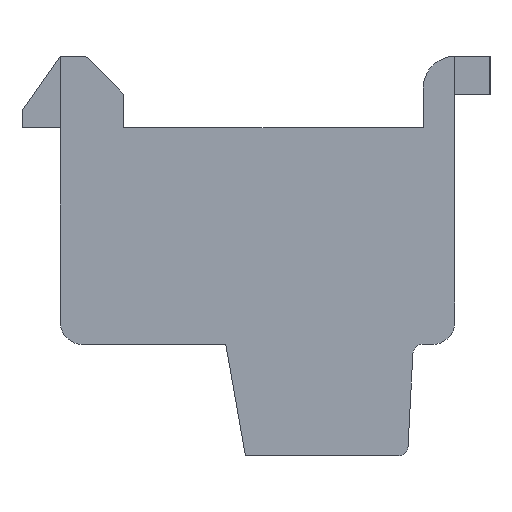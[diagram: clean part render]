
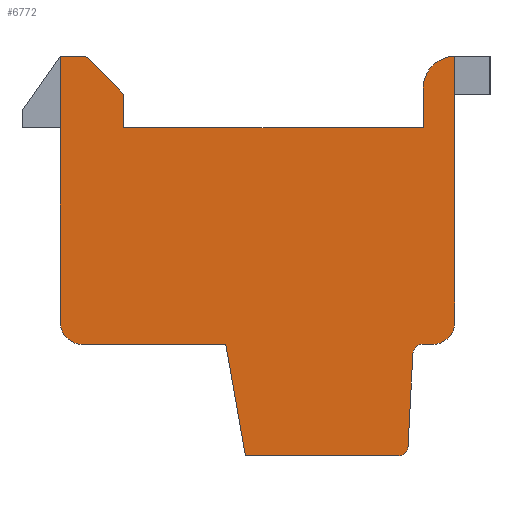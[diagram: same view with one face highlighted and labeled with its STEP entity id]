
A CAD part, left-side view. The second image highlights one B-rep face of the part: STEP entity #6772.
In plain terms, the highlighted planar face has unit normal (-1, 0, 0).
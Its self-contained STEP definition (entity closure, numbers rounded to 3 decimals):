
#1=CARTESIAN_POINT('',(0.,-5.55,-2.075));
#2=DIRECTION('',(1.,0.,0.));
#3=DIRECTION('',(0.,-1.,0.));
#4=AXIS2_PLACEMENT_3D('',#1,#2,#3);
#6=DIRECTION('',(0.,1.,0.));
#7=VECTOR('',#6,0.323);
#8=CARTESIAN_POINT('',(0.,-5.55,-2.775));
#9=LINE('',#8,#7);
#10=CARTESIAN_POINT('',(0.,-5.227,-3.075));
#11=DIRECTION('',(-1.,0.,0.));
#12=DIRECTION('',(0.,0.,1.));
#13=AXIS2_PLACEMENT_3D('',#10,#11,#12);
#15=DIRECTION('',(0.,0.052,-0.999));
#16=VECTOR('',#15,2.904);
#17=CARTESIAN_POINT('',(0.,-4.927,-3.075));
#18=LINE('',#17,#16);
#19=CARTESIAN_POINT('',(0.,-4.475,-5.975));
#20=DIRECTION('',(1.,0.,0.));
#21=DIRECTION('',(0.,-1.,0.));
#22=AXIS2_PLACEMENT_3D('',#19,#20,#21);
#24=DIRECTION('',(0.,1.,0.));
#25=VECTOR('',#24,4.808);
#26=CARTESIAN_POINT('',(0.,-4.475,-6.275));
#27=LINE('',#26,#25);
#28=DIRECTION('',(0.,0.174,0.985));
#29=VECTOR('',#28,3.554);
#30=CARTESIAN_POINT('',(0.,0.333,-6.275));
#31=LINE('',#30,#29);
#32=DIRECTION('',(0.,1.,0.));
#33=VECTOR('',#32,4.5);
#34=CARTESIAN_POINT('',(0.,0.95,-2.775));
#35=LINE('',#34,#33);
#36=CARTESIAN_POINT('',(0.,5.45,-2.075));
#37=DIRECTION('',(1.,0.,0.));
#38=DIRECTION('',(0.,0.,-1.));
#39=AXIS2_PLACEMENT_3D('',#36,#37,#38);
#41=CARTESIAN_POINT('',(0.,6.072,6.125));
#42=DIRECTION('',(1.,0.,0.));
#43=DIRECTION('',(0.,0.521,0.854));
#44=AXIS2_PLACEMENT_3D('',#41,#42,#43);
#46=DIRECTION('',(0.,-1.,0.));
#47=VECTOR('',#46,0.66);
#48=CARTESIAN_POINT('',(0.,6.072,6.275));
#49=LINE('',#48,#47);
#50=CARTESIAN_POINT('',(0.,5.412,6.125));
#51=DIRECTION('',(1.,0.,0.));
#52=DIRECTION('',(0.,0.,1.));
#53=AXIS2_PLACEMENT_3D('',#50,#51,#52);
#55=DIRECTION('',(0.,-0.707,-0.707));
#56=VECTOR('',#55,1.573);
#57=CARTESIAN_POINT('',(0.,5.306,6.231));
#58=LINE('',#57,#56);
#59=CARTESIAN_POINT('',(0.,4.3,5.013));
#60=DIRECTION('',(1.,0.,0.));
#61=DIRECTION('',(0.,-0.707,0.707));
#62=AXIS2_PLACEMENT_3D('',#59,#60,#61);
#64=DIRECTION('',(0.,0.,-1.));
#65=VECTOR('',#64,0.988);
#66=CARTESIAN_POINT('',(0.,4.15,5.013));
#67=LINE('',#66,#65);
#68=DIRECTION('',(0.,-1.,0.));
#69=VECTOR('',#68,9.4);
#70=CARTESIAN_POINT('',(0.,4.15,4.025));
#71=LINE('',#70,#69);
#72=DIRECTION('',(0.,0.,1.));
#73=VECTOR('',#72,1.25);
#74=CARTESIAN_POINT('',(0.,-5.25,4.025));
#75=LINE('',#74,#73);
#76=CARTESIAN_POINT('',(0.,-6.25,5.275));
#77=DIRECTION('',(1.,0.,0.));
#78=DIRECTION('',(0.,1.,0.));
#79=AXIS2_PLACEMENT_3D('',#76,#77,#78);
#209=DIRECTION('',(0.,0.,1.));
#210=VECTOR('',#209,8.35);
#211=CARTESIAN_POINT('',(0.,-6.25,-2.075));
#212=LINE('',#211,#210);
#3073=DIRECTION('',(0.,0.,-1.));
#3074=VECTOR('',#3073,8.328);
#3075=CARTESIAN_POINT('',(0.,6.15,6.253));
#3076=LINE('',#3075,#3074);
#5125=CARTESIAN_POINT('',(0.,6.072,6.275));
#5126=CARTESIAN_POINT('',(0.,5.412,6.275));
#5127=VERTEX_POINT('',#5125);
#5128=VERTEX_POINT('',#5126);
#5129=CARTESIAN_POINT('',(0.,5.306,6.231));
#5130=VERTEX_POINT('',#5129);
#5131=CARTESIAN_POINT('',(0.,4.194,5.119));
#5132=VERTEX_POINT('',#5131);
#5133=CARTESIAN_POINT('',(0.,4.15,5.013));
#5134=VERTEX_POINT('',#5133);
#5135=CARTESIAN_POINT('',(0.,4.15,4.025));
#5136=VERTEX_POINT('',#5135);
#5137=CARTESIAN_POINT('',(0.,-5.25,4.025));
#5138=VERTEX_POINT('',#5137);
#5139=CARTESIAN_POINT('',(0.,-5.25,5.275));
#5140=VERTEX_POINT('',#5139);
#5141=CARTESIAN_POINT('',(0.,-6.25,-2.075));
#5142=CARTESIAN_POINT('',(0.,-5.55,-2.775));
#5143=VERTEX_POINT('',#5141);
#5144=VERTEX_POINT('',#5142);
#5145=CARTESIAN_POINT('',(0.,-5.227,-2.775));
#5146=VERTEX_POINT('',#5145);
#5147=CARTESIAN_POINT('',(0.,-4.927,-3.075));
#5148=VERTEX_POINT('',#5147);
#5149=CARTESIAN_POINT('',(0.,-4.775,-5.975));
#5150=VERTEX_POINT('',#5149);
#5151=CARTESIAN_POINT('',(0.,-4.475,-6.275));
#5152=VERTEX_POINT('',#5151);
#5153=CARTESIAN_POINT('',(0.,0.333,-6.275));
#5154=VERTEX_POINT('',#5153);
#5155=CARTESIAN_POINT('',(0.,0.95,-2.775));
#5156=VERTEX_POINT('',#5155);
#5157=CARTESIAN_POINT('',(0.,5.45,-2.775));
#5158=VERTEX_POINT('',#5157);
#5159=CARTESIAN_POINT('',(0.,6.15,-2.075));
#5160=VERTEX_POINT('',#5159);
#6145=CARTESIAN_POINT('',(0.,6.15,6.253));
#6146=VERTEX_POINT('',#6145);
#6149=CARTESIAN_POINT('',(0.,-6.25,6.275));
#6150=VERTEX_POINT('',#6149);
#6725=CARTESIAN_POINT('',(0.,0.,0.));
#6726=DIRECTION('',(1.,0.,0.));
#6727=DIRECTION('',(0.,-1.,0.));
#6728=AXIS2_PLACEMENT_3D('',#6725,#6726,#6727);
#6729=PLANE('',#6728);
#6731=ORIENTED_EDGE('',*,*,#6730,.F.);
#6733=ORIENTED_EDGE('',*,*,#6732,.T.);
#6735=ORIENTED_EDGE('',*,*,#6734,.T.);
#6737=ORIENTED_EDGE('',*,*,#6736,.T.);
#6739=ORIENTED_EDGE('',*,*,#6738,.T.);
#6741=ORIENTED_EDGE('',*,*,#6740,.T.);
#6743=ORIENTED_EDGE('',*,*,#6742,.T.);
#6745=ORIENTED_EDGE('',*,*,#6744,.T.);
#6747=ORIENTED_EDGE('',*,*,#6746,.T.);
#6749=ORIENTED_EDGE('',*,*,#6748,.T.);
#6751=ORIENTED_EDGE('',*,*,#6750,.F.);
#6753=ORIENTED_EDGE('',*,*,#6752,.T.);
#6755=ORIENTED_EDGE('',*,*,#6754,.T.);
#6757=ORIENTED_EDGE('',*,*,#6756,.T.);
#6759=ORIENTED_EDGE('',*,*,#6758,.T.);
#6761=ORIENTED_EDGE('',*,*,#6760,.T.);
#6763=ORIENTED_EDGE('',*,*,#6762,.T.);
#6765=ORIENTED_EDGE('',*,*,#6764,.T.);
#6767=ORIENTED_EDGE('',*,*,#6766,.T.);
#6769=ORIENTED_EDGE('',*,*,#6768,.T.);
#6770=EDGE_LOOP('',(#6731,#6733,#6735,#6737,#6739,#6741,#6743,#6745,#6747,#6749,
#6751,#6753,#6755,#6757,#6759,#6761,#6763,#6765,#6767,#6769));
#6771=FACE_OUTER_BOUND('',#6770,.F.);
#6772=ADVANCED_FACE('',(#6771),#6729,.F.);
#5=CIRCLE('',#4,0.7);
#14=CIRCLE('',#13,0.3);
#23=CIRCLE('',#22,0.3);
#40=CIRCLE('',#39,0.7);
#45=CIRCLE('',#44,0.15);
#54=CIRCLE('',#53,0.15);
#63=CIRCLE('',#62,0.15);
#80=CIRCLE('',#79,1.);
#6730=EDGE_CURVE('',#5143,#6150,#212,.T.);
#6732=EDGE_CURVE('',#5143,#5144,#5,.T.);
#6734=EDGE_CURVE('',#5144,#5146,#9,.T.);
#6736=EDGE_CURVE('',#5146,#5148,#14,.T.);
#6738=EDGE_CURVE('',#5148,#5150,#18,.T.);
#6740=EDGE_CURVE('',#5150,#5152,#23,.T.);
#6742=EDGE_CURVE('',#5152,#5154,#27,.T.);
#6744=EDGE_CURVE('',#5154,#5156,#31,.T.);
#6746=EDGE_CURVE('',#5156,#5158,#35,.T.);
#6748=EDGE_CURVE('',#5158,#5160,#40,.T.);
#6750=EDGE_CURVE('',#6146,#5160,#3076,.T.);
#6752=EDGE_CURVE('',#6146,#5127,#45,.T.);
#6754=EDGE_CURVE('',#5127,#5128,#49,.T.);
#6756=EDGE_CURVE('',#5128,#5130,#54,.T.);
#6758=EDGE_CURVE('',#5130,#5132,#58,.T.);
#6760=EDGE_CURVE('',#5132,#5134,#63,.T.);
#6762=EDGE_CURVE('',#5134,#5136,#67,.T.);
#6764=EDGE_CURVE('',#5136,#5138,#71,.T.);
#6766=EDGE_CURVE('',#5138,#5140,#75,.T.);
#6768=EDGE_CURVE('',#5140,#6150,#80,.T.);
